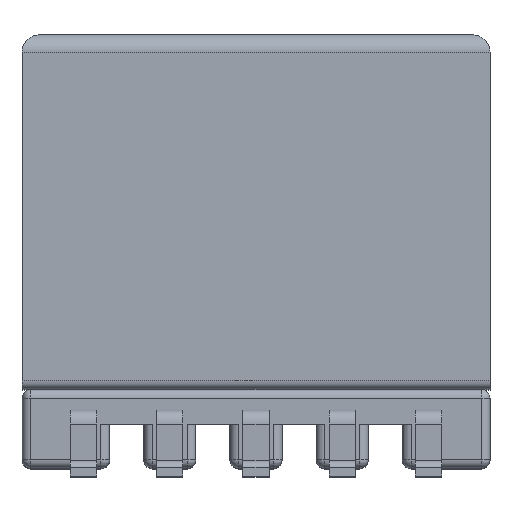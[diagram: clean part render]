
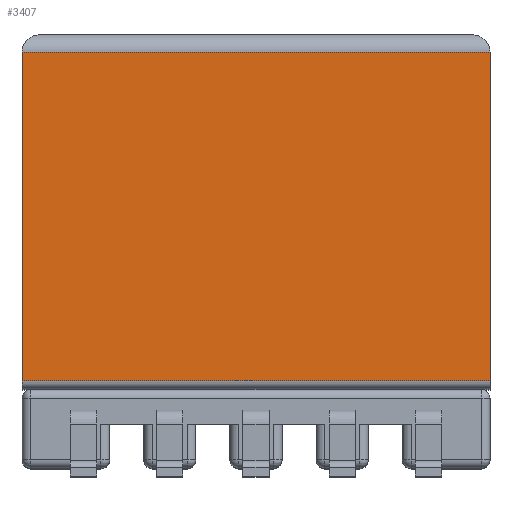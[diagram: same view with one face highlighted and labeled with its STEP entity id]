
A CAD part, top view. The second image highlights one B-rep face of the part: STEP entity #3407.
In plain terms, the highlighted planar face has unit normal (0, 0, 1).
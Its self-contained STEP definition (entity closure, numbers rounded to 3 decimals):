
#168 = EDGE_CURVE ( 'NONE', #1946, #5905, #11603, .T. ) ;
#226 = DIRECTION ( 'NONE',  ( 0., -1., 0. ) ) ;
#1777 = PLANE ( 'NONE',  #7896 ) ;
#1946 = VERTEX_POINT ( 'NONE', #5401 ) ;
#3063 = CARTESIAN_POINT ( 'NONE',  ( -6.73, -4.85, 6. ) ) ;
#3114 = EDGE_CURVE ( 'NONE', #4558, #1946, #10572, .T. ) ;
#3213 = VECTOR ( 'NONE', #3937, 1000. ) ;
#3363 = ORIENTED_EDGE ( 'NONE', *, *, #168, .T. ) ;
#3407 = ADVANCED_FACE ( 'NONE', ( #15066 ), #1777, .F. ) ;
#3937 = DIRECTION ( 'NONE',  ( 1., 0., 0. ) ) ;
#4558 = VERTEX_POINT ( 'NONE', #9912 ) ;
#4712 = CARTESIAN_POINT ( 'NONE',  ( 6.73, -5.1, 6. ) ) ;
#5330 = EDGE_LOOP ( 'NONE', ( #15275, #3363, #7888, #5860 ) ) ;
#5401 = CARTESIAN_POINT ( 'NONE',  ( 6.73, 4.6, 6. ) ) ;
#5860 = ORIENTED_EDGE ( 'NONE', *, *, #9418, .T. ) ;
#5905 = VERTEX_POINT ( 'NONE', #12281 ) ;
#6379 = LINE ( 'NONE', #7572, #3213 ) ;
#7342 = VECTOR ( 'NONE', #11697, 1000. ) ;
#7572 = CARTESIAN_POINT ( 'NONE',  ( 0., -4.85, 6. ) ) ;
#7888 = ORIENTED_EDGE ( 'NONE', *, *, #8815, .T. ) ;
#7896 = AXIS2_PLACEMENT_3D ( 'NONE', #10103, #14873, #14982 ) ;
#8397 = VECTOR ( 'NONE', #11038, 1000. ) ;
#8815 = EDGE_CURVE ( 'NONE', #5905, #15192, #10602, .T. ) ;
#9418 = EDGE_CURVE ( 'NONE', #15192, #4558, #6379, .T. ) ;
#9676 = CARTESIAN_POINT ( 'NONE',  ( 0., 4.6, 6. ) ) ;
#9912 = CARTESIAN_POINT ( 'NONE',  ( 6.73, -4.85, 6. ) ) ;
#10103 = CARTESIAN_POINT ( 'NONE',  ( 0., 0., 6. ) ) ;
#10572 = LINE ( 'NONE', #4712, #7342 ) ;
#10602 = LINE ( 'NONE', #14631, #14547 ) ;
#11038 = DIRECTION ( 'NONE',  ( -1., 0., 0. ) ) ;
#11603 = LINE ( 'NONE', #9676, #8397 ) ;
#11697 = DIRECTION ( 'NONE',  ( 0., 1., 0. ) ) ;
#12281 = CARTESIAN_POINT ( 'NONE',  ( -6.73, 4.6, 6. ) ) ;
#14547 = VECTOR ( 'NONE', #226, 1000. ) ;
#14631 = CARTESIAN_POINT ( 'NONE',  ( -6.73, -5.1, 6. ) ) ;
#14873 = DIRECTION ( 'NONE',  ( 0., 0., -1. ) ) ;
#14982 = DIRECTION ( 'NONE',  ( -1., 0., 0. ) ) ;
#15066 = FACE_OUTER_BOUND ( 'NONE', #5330, .T. ) ;
#15192 = VERTEX_POINT ( 'NONE', #3063 ) ;
#15275 = ORIENTED_EDGE ( 'NONE', *, *, #3114, .T. ) ;
